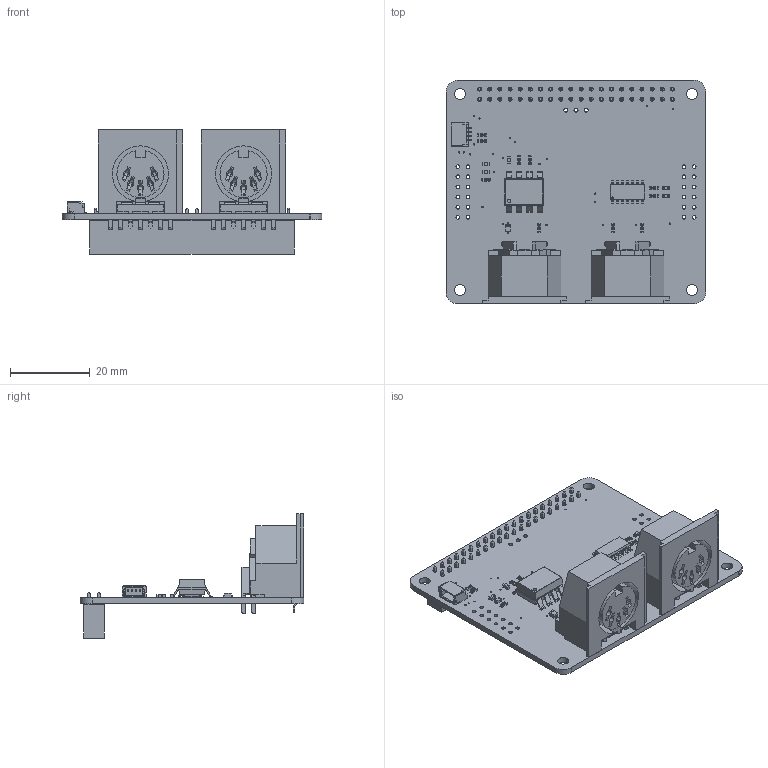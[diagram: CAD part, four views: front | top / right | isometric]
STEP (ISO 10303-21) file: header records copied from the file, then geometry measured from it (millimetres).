
FILE_DESCRIPTION(/* description */ (''),/* implementation_level */ '2;1');
FILE_NAME(/* name */ 'RPIMIDIE_A0.step',/* time_stamp */ '2020-09-26T13:24:36+02:00',/* author */ (''),/* organization */ (''),/* preprocessor_version */ 'ST-DEVELOPER v18.1',/* originating_system */ 'Autodesk Translation Framework v9.3.0.1241',/* authorisation */ '');
FILE_SCHEMA (('AUTOMOTIVE_DESIGN { 1 0 10303 214 3 1 1 }'));
Products named in the file (50): RPIMIDIE_A0; Board; Packages; SO14; 0603-CAP; 0603-CAP (1); 0603-CAP (2); 1X04_1MM_RA; 0603-RES; 0603-RES (1); 0603-RES (2); 0603-RES (3); 0603-RES (4); 0603-RES (5); 0603-RES (6); 0603-RES (7); 0603-RES (8); 0603-RES (9); CHIPLED_0603; CHIPLED_0603 (1); CP-2350; DIN5_PCB_DELTRON_BODY; DIN5_PCB_DELTRON_PIN2; DIN5_PCB_DELTRON_PIN5; DIN5_PCB_DELTRON_PIN3; DIN5_PCB_DELTRON_PIN4; DIN5_PCB_DELTRON_PIN1; DIN5_PCB_DELTRON_FIX; DIN5_PCB_DELTRON_SHIELD; CP-2350 (1); DIN5_PCB_DELTRON_BODY (1); DIN5_PCB_DELTRON_PIN2 (1); DIN5_PCB_DELTRON_PIN5 (1); DIN5_PCB_DELTRON_PIN3 (1); DIN5_PCB_DELTRON_PIN4 (1); DIN5_PCB_DELTRON_PIN1 (1); DIN5_PCB_DELTRON_FIX (1); DIN5_PCB_DELTRON_SHIELD (1); FIDUCIAL_1MM; FIDUCIAL_1MM (1) ...
Assembly tree (49 placements, depth 4):
  RPIMIDIE_A0
    Board
    Packages
      SO14
      0603-CAP
      0603-CAP (1)
      0603-CAP (2)
      1X04_1MM_RA
      0603-RES
      0603-RES (1)
      0603-RES (2)
      0603-RES (3)
      0603-RES (4)
      0603-RES (5)
      0603-RES (6)
      0603-RES (7)
      0603-RES (8)
      0603-RES (9)
      CHIPLED_0603
      CHIPLED_0603 (1)
      CP-2350
        DIN5_PCB_DELTRON_BODY
        DIN5_PCB_DELTRON_PIN2
        DIN5_PCB_DELTRON_PIN5
        DIN5_PCB_DELTRON_PIN3
        DIN5_PCB_DELTRON_PIN4
        DIN5_PCB_DELTRON_PIN1
        DIN5_PCB_DELTRON_FIX
        DIN5_PCB_DELTRON_SHIELD
      CP-2350 (1)
        DIN5_PCB_DELTRON_BODY (1)
        DIN5_PCB_DELTRON_PIN2 (1)
        DIN5_PCB_DELTRON_PIN5 (1)
        DIN5_PCB_DELTRON_PIN3 (1)
        DIN5_PCB_DELTRON_PIN4 (1)
        DIN5_PCB_DELTRON_PIN1 (1)
        DIN5_PCB_DELTRON_FIX (1)
        DIN5_PCB_DELTRON_SHIELD (1)
      FIDUCIAL_1MM
      FIDUCIAL_1MM (1)
      FIDUCIAL_1MM (2)
      FIDUCIAL_1MM (3)
      PNA460XM
      SOD-323F
      FE06-2
      FE06-2 (1)
      DIL8-SMD
        Body
        PinsArrayLR
      RASPI_BOARD_B+HAT
Bounding box: 65 x 56 x 31.1 mm (x, y, z)
Volume: 14123.1 mm3; surface area: 20135.5 mm2
Topology: 139 solids, 139 shells, 4047 faces, 10375 edges, 6671 vertices
Faces by surface type: plane 2332, bspline 1188, cylinder 495, sphere 24, cone 8
Full cylindrical faces by diameter (mm): 0.3 x19, 0.35 x8, 0.825 x1, 0.914 x24, 1 x40, 1.016 x3, 1.321 x18, 1.6 x4, 1.8 x4, 2.3 x4, 2.4 x2, 2.75 x4
Entity records: 140210 total; most frequent: CARTESIAN_POINT 45791, ORIENTED_EDGE 20694, DIRECTION 15312, EDGE_CURVE 10347, LINE 6940, VECTOR 6940, VERTEX_POINT 6671, EDGE_LOOP 4480
